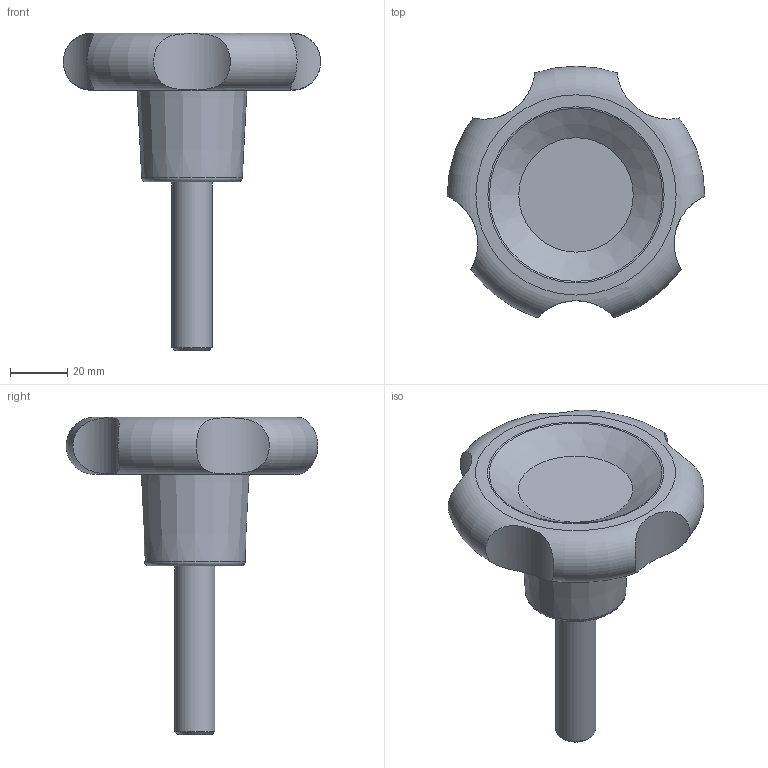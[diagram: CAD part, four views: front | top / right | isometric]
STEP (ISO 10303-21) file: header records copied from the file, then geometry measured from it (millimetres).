
FILE_DESCRIPTION( ( 'Unknown' ), '1' );
FILE_NAME( '6121035_VUP90_M14x60.stp', 'Unknown', ( 'Unknown' ), ( 'Unknown' ), 'PSStep 11.0', 'Unknown', ' ' );
FILE_SCHEMA( ( 'AUTOMOTIVE_DESIGN { 1 0 10303 214 1 1 1 1 }' ) );
Length unit declared in the file: millimetre
Products named in the file (1): 6121035
Bounding box: 89.99 x 87.95 x 111 mm (x, y, z)
Volume: 114529.6 mm3; surface area: 26056.8 mm2
Topology: 1 solids, 2 shells, 33 faces, 61 edges, 42 vertices
Faces by surface type: plane 15, cylinder 8, torus 6, cone 4
Full cylindrical faces by diameter (mm): 14 x2, 24.49 x1
Entity records: 1516 total; most frequent: CARTESIAN_POINT 641, DIRECTION 126, ORIENTED_EDGE 86, EDGE_LOOP 58, AXIS2_PLACEMENT_3D 54, EDGE_CURVE 43, FACE_OUTER_BOUND 42, VERTEX_POINT 37
